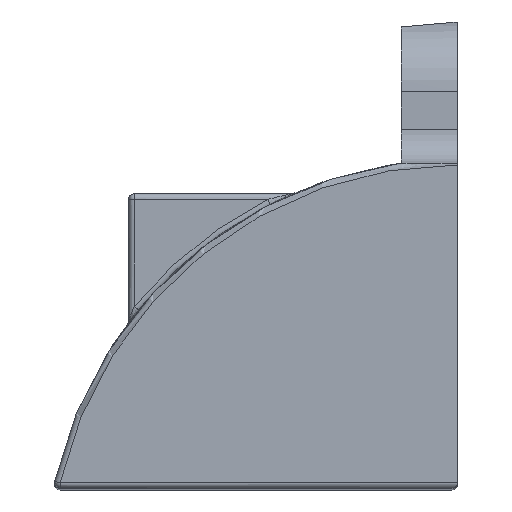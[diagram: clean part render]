
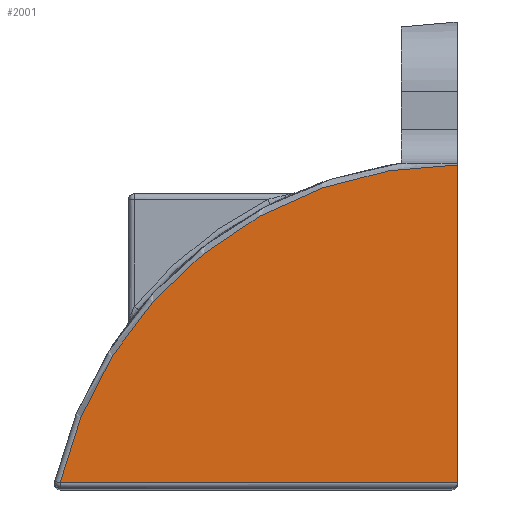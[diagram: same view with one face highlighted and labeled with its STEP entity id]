
A CAD part, top view. The second image highlights one B-rep face of the part: STEP entity #2001.
In plain terms, the highlighted planar face has unit normal (0, 0, 1).
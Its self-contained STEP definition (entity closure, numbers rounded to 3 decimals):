
#25 = ORIENTED_EDGE ( 'NONE', *, *, #1742, .T. ) ;
#31 = FACE_OUTER_BOUND ( 'NONE', #1315, .T. ) ;
#61 = PLANE ( 'NONE',  #1018 ) ;
#255 = DIRECTION ( 'NONE',  ( -1., 0., 0. ) ) ;
#516 = CARTESIAN_POINT ( 'NONE',  ( 0., 41.157, 42.5 ) ) ;
#558 = CARTESIAN_POINT ( 'NONE',  ( 0., 0.5, 42.5 ) ) ;
#575 = CARTESIAN_POINT ( 'NONE',  ( -35.011, -2.059, 42.5 ) ) ;
#581 = CARTESIAN_POINT ( 'NONE',  ( 0., -7.399, 42.5 ) ) ;
#654 = AXIS2_PLACEMENT_3D ( 'NONE', #581, #943, #255 ) ;
#814 = LINE ( 'NONE', #516, #1889 ) ;
#870 = ORIENTED_EDGE ( 'NONE', *, *, #1286, .T. ) ;
#895 = CARTESIAN_POINT ( 'NONE',  ( -35.037, 0.5, 42.5 ) ) ;
#943 = DIRECTION ( 'NONE',  ( 0., 0., 1. ) ) ;
#1016 = VERTEX_POINT ( 'NONE', #558 ) ;
#1018 = AXIS2_PLACEMENT_3D ( 'NONE', #575, #1244, #1908 ) ;
#1087 = ORIENTED_EDGE ( 'NONE', *, *, #1843, .T. ) ;
#1149 = DIRECTION ( 'NONE',  ( 1., 0., 0. ) ) ;
#1189 = DIRECTION ( 'NONE',  ( 0., 1., 0. ) ) ;
#1244 = DIRECTION ( 'NONE',  ( 0., 0., -1. ) ) ;
#1286 = EDGE_CURVE ( 'NONE', #2099, #1955, #1605, .T. ) ;
#1315 = EDGE_LOOP ( 'NONE', ( #870, #25, #1087 ) ) ;
#1319 = CARTESIAN_POINT ( 'NONE',  ( 0., 0.5, 42.5 ) ) ;
#1511 = LINE ( 'NONE', #1319, #1957 ) ;
#1598 = CARTESIAN_POINT ( 'NONE',  ( 0., 28.517, 42.5 ) ) ;
#1605 = CIRCLE ( 'NONE', #654, 35.916 ) ;
#1742 = EDGE_CURVE ( 'NONE', #1955, #1016, #1511, .T. ) ;
#1843 = EDGE_CURVE ( 'NONE', #1016, #2099, #814, .T. ) ;
#1889 = VECTOR ( 'NONE', #1189, 1000. ) ;
#1908 = DIRECTION ( 'NONE',  ( -1., 0., 0. ) ) ;
#1955 = VERTEX_POINT ( 'NONE', #895 ) ;
#1957 = VECTOR ( 'NONE', #1149, 1000. ) ;
#2001 = ADVANCED_FACE ( 'NONE', ( #31 ), #61, .F. ) ;
#2099 = VERTEX_POINT ( 'NONE', #1598 ) ;
